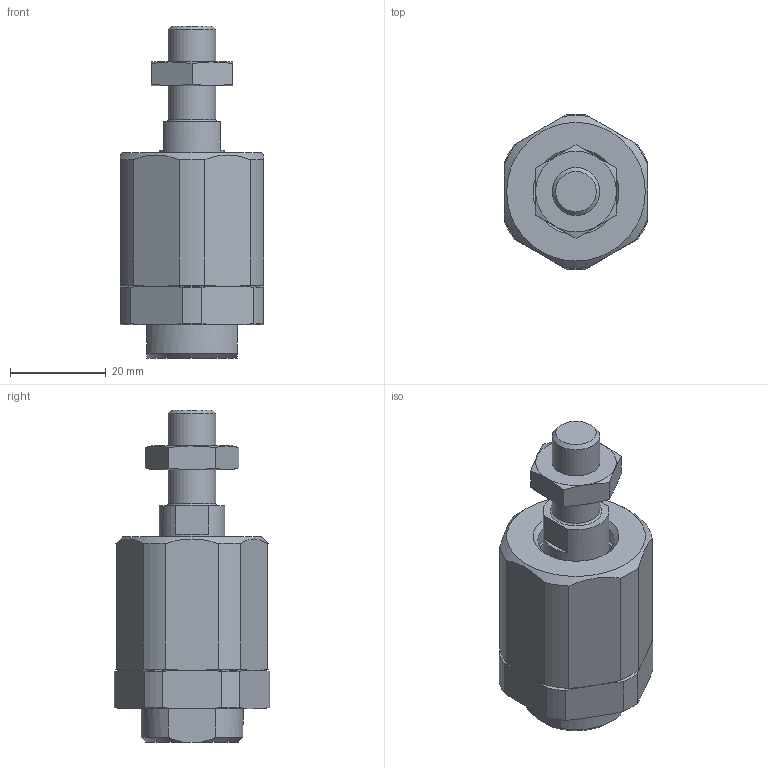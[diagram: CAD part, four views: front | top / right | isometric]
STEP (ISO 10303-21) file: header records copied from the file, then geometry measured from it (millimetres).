
FILE_DESCRIPTION(/* description */ ('STEP AP214'),/* implementation_level */ '2;1');
FILE_NAME(/* name */ '6140_FK-M10X125',/* time_stamp */ '2024-08-21T04:43:32+02:00',/* author */ ('License CC BY-ND 4.0'),/* organization */ ('CADENAS'),/* preprocessor_version */ 'ST-DEVELOPER v19.3',/* originating_system */ 'PARTsolutions',/* authorisation */ ' ');
FILE_SCHEMA (('AUTOMOTIVE_DESIGN {1 0 10303 214 3 1 1}'));
Length unit declared in the file: millimetre
Products named in the file (7): 6140 FK-M10x1.25---(asm_0_0); 6140 FK-M10x1.25---(GE); 6140 FK-M10x1.25---(0BO); DIN-439-B - M10x1.25(F); 6140 FK-M10x1.25---(BU); 6140 FK-M10x1.25---(MU); 6140 FK-M10x1.25---(KG)
Assembly tree (7 placements, depth 2):
  6140 FK-M10x1.25---(asm_0_0)
    6140 FK-M10x1.25---(GE)
    6140 FK-M10x1.25---(0BO)
    DIN-439-B - M10x1.25(F)
    6140 FK-M10x1.25---(BU)
    6140 FK-M10x1.25---(MU)
    6140 FK-M10x1.25---(KG)  x2
Bounding box: 30 x 32.47 x 69.5 mm (x, y, z)
Volume: 29954 mm3; surface area: 15113.2 mm2
Topology: 7 solids, 7 shells, 113 faces, 258 edges, 162 vertices
Faces by surface type: plane 43, cone 36, cylinder 29, sphere 4, torus 1
Full cylindrical faces by diameter (mm): 8.647 x2, 10 x1, 13 x1, 13.8 x1, 15.2 x2, 16 x1, 18 x2, 20.5 x2, 21.4 x1, 22.376 x2, 22.5 x1, 24 x1
Entity records: 3152 total; most frequent: CARTESIAN_POINT 686, DIRECTION 482, ORIENTED_EDGE 424, EDGE_CURVE 212, AXIS2_PLACEMENT_3D 212, EDGE_LOOP 156, FACE_BOUND 156, VERTEX_POINT 154
